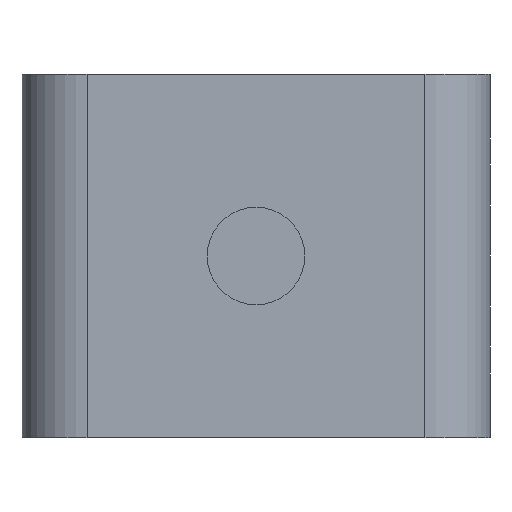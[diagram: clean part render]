
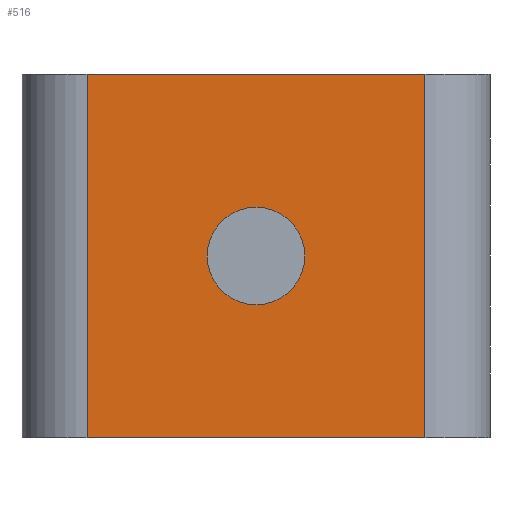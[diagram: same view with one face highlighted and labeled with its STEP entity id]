
A CAD part, front view. The second image highlights one B-rep face of the part: STEP entity #516.
In plain terms, the highlighted planar face has unit normal (0, -1, 0).
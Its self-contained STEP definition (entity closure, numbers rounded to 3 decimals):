
#26 = LINE ( 'NONE', #541, #683 ) ;
#67 = ORIENTED_EDGE ( 'NONE', *, *, #284, .F. ) ;
#86 = DIRECTION ( 'NONE',  ( 0., 0., 1. ) ) ;
#97 = CIRCLE ( 'NONE', #497, 37.5 ) ;
#102 = DIRECTION ( 'NONE',  ( 0., 0., 1. ) ) ;
#114 = CARTESIAN_POINT ( 'NONE',  ( -130., 0., 0. ) ) ;
#125 = AXIS2_PLACEMENT_3D ( 'NONE', #176, #562, #86 ) ;
#137 = CARTESIAN_POINT ( 'NONE',  ( -130., 0., 0. ) ) ;
#142 = VERTEX_POINT ( 'NONE', #536 ) ;
#144 = ORIENTED_EDGE ( 'NONE', *, *, #252, .T. ) ;
#148 = EDGE_LOOP ( 'NONE', ( #294, #573 ) ) ;
#169 = VECTOR ( 'NONE', #191, 1000. ) ;
#176 = CARTESIAN_POINT ( 'NONE',  ( 0., 0., 140. ) ) ;
#183 = DIRECTION ( 'NONE',  ( 0., 0., 1. ) ) ;
#191 = DIRECTION ( 'NONE',  ( 1., 0., 0. ) ) ;
#221 = EDGE_CURVE ( 'NONE', #500, #423, #419, .T. ) ;
#224 = CARTESIAN_POINT ( 'NONE',  ( 0., 0., 177.5 ) ) ;
#236 = DIRECTION ( 'NONE',  ( 0., 0., -1. ) ) ;
#240 = DIRECTION ( 'NONE',  ( 0., -1., 0. ) ) ;
#252 = EDGE_CURVE ( 'NONE', #507, #596, #555, .T. ) ;
#261 = ORIENTED_EDGE ( 'NONE', *, *, #339, .T. ) ;
#284 = EDGE_CURVE ( 'NONE', #515, #142, #451, .T. ) ;
#294 = ORIENTED_EDGE ( 'NONE', *, *, #221, .F. ) ;
#303 = DIRECTION ( 'NONE',  ( 0., 0., -1. ) ) ;
#311 = DIRECTION ( 'NONE',  ( 0., 1., 0. ) ) ;
#339 = EDGE_CURVE ( 'NONE', #515, #507, #626, .T. ) ;
#362 = CARTESIAN_POINT ( 'NONE',  ( 0., 0., 102.5 ) ) ;
#374 = VECTOR ( 'NONE', #506, 1000. ) ;
#376 = PLANE ( 'NONE',  #617 ) ;
#386 = CARTESIAN_POINT ( 'NONE',  ( 130., 0., 0. ) ) ;
#393 = EDGE_LOOP ( 'NONE', ( #144, #504, #67, #261 ) ) ;
#401 = CARTESIAN_POINT ( 'NONE',  ( -130., 0., 280. ) ) ;
#419 = CIRCLE ( 'NONE', #125, 37.5 ) ;
#423 = VERTEX_POINT ( 'NONE', #362 ) ;
#432 = FACE_BOUND ( 'NONE', #148, .T. ) ;
#451 = LINE ( 'NONE', #664, #169 ) ;
#497 = AXIS2_PLACEMENT_3D ( 'NONE', #655, #240, #183 ) ;
#500 = VERTEX_POINT ( 'NONE', #224 ) ;
#504 = ORIENTED_EDGE ( 'NONE', *, *, #647, .F. ) ;
#506 = DIRECTION ( 'NONE',  ( 1., 0., 0. ) ) ;
#507 = VERTEX_POINT ( 'NONE', #114 ) ;
#515 = VERTEX_POINT ( 'NONE', #640 ) ;
#516 = ADVANCED_FACE ( 'NONE', ( #432, #645 ), #376, .F. ) ;
#522 = VECTOR ( 'NONE', #303, 1000. ) ;
#536 = CARTESIAN_POINT ( 'NONE',  ( 130., 0., 280. ) ) ;
#541 = CARTESIAN_POINT ( 'NONE',  ( 130., 0., 280. ) ) ;
#555 = LINE ( 'NONE', #137, #374 ) ;
#562 = DIRECTION ( 'NONE',  ( 0., -1., 0. ) ) ;
#573 = ORIENTED_EDGE ( 'NONE', *, *, #662, .F. ) ;
#596 = VERTEX_POINT ( 'NONE', #386 ) ;
#617 = AXIS2_PLACEMENT_3D ( 'NONE', #686, #311, #102 ) ;
#626 = LINE ( 'NONE', #401, #522 ) ;
#640 = CARTESIAN_POINT ( 'NONE',  ( -130., 0., 280. ) ) ;
#645 = FACE_OUTER_BOUND ( 'NONE', #393, .T. ) ;
#647 = EDGE_CURVE ( 'NONE', #142, #596, #26, .T. ) ;
#655 = CARTESIAN_POINT ( 'NONE',  ( 0., 0., 140. ) ) ;
#662 = EDGE_CURVE ( 'NONE', #423, #500, #97, .T. ) ;
#664 = CARTESIAN_POINT ( 'NONE',  ( -130., 0., 280. ) ) ;
#683 = VECTOR ( 'NONE', #236, 1000. ) ;
#686 = CARTESIAN_POINT ( 'NONE',  ( -130., 0., 280. ) ) ;
